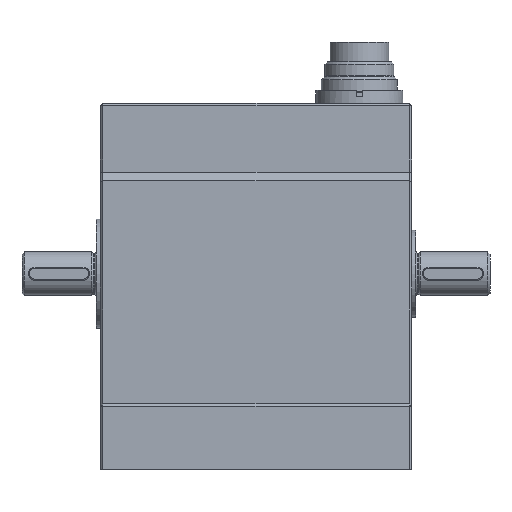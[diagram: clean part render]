
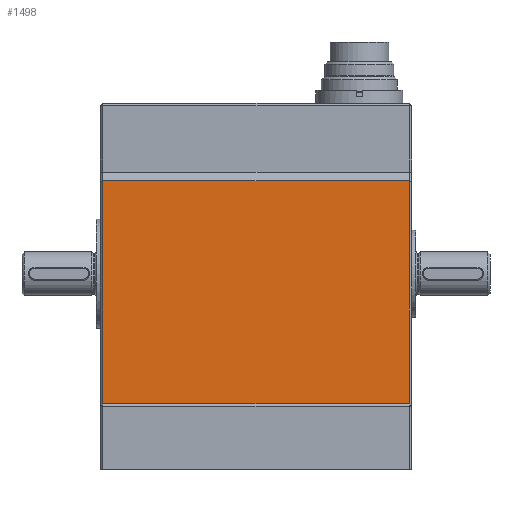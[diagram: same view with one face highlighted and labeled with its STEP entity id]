
A CAD part, top view. The second image highlights one B-rep face of the part: STEP entity #1498.
In plain terms, the highlighted face is planar.
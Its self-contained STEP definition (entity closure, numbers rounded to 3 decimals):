
#1498 = ADVANCED_FACE( '', ( #3048 ), #3049, .T. );
#3048 = FACE_OUTER_BOUND( '', #4837, .T. );
#3049 = PLANE( '', #4838 );
#4837 = EDGE_LOOP( '', ( #7544, #7545, #7546, #7547 ) );
#4838 = AXIS2_PLACEMENT_3D( '', #7548, #7549, #7550 );
#7544 = ORIENTED_EDGE( '', *, *, #10210, .T. );
#7545 = ORIENTED_EDGE( '', *, *, #9428, .T. );
#7546 = ORIENTED_EDGE( '', *, *, #10211, .T. );
#7547 = ORIENTED_EDGE( '', *, *, #9689, .T. );
#7548 = CARTESIAN_POINT( '', ( -22., 71.5, 68.3 ) );
#7549 = DIRECTION( '', ( -1., 0., 0. ) );
#7550 = DIRECTION( '', ( 0., 0., 1. ) );
#9428 = EDGE_CURVE( '', #10839, #10837, #10840, .T. );
#9689 = EDGE_CURVE( '', #11036, #11278, #11280, .T. );
#10210 = EDGE_CURVE( '', #11278, #10839, #12065, .T. );
#10211 = EDGE_CURVE( '', #10837, #11036, #12066, .T. );
#10837 = VERTEX_POINT( '', #12799 );
#10839 = VERTEX_POINT( '', #12802 );
#10840 = LINE( '', #12803, #12804 );
#11036 = VERTEX_POINT( '', #13072 );
#11278 = VERTEX_POINT( '', #13421 );
#11280 = LINE( '', #13424, #13425 );
#12065 = LINE( '', #14406, #14407 );
#12066 = LINE( '', #14408, #14409 );
#12799 = CARTESIAN_POINT( '', ( -22., 0.5, 66.3 ) );
#12802 = CARTESIAN_POINT( '', ( -22., 0.5, 15. ) );
#12803 = CARTESIAN_POINT( '', ( -22., 0.5, 68.3 ) );
#12804 = VECTOR( '', #15249, 1000. );
#13072 = CARTESIAN_POINT( '', ( -22., 71., 66.3 ) );
#13421 = CARTESIAN_POINT( '', ( -22., 71., 15. ) );
#13424 = CARTESIAN_POINT( '', ( -22., 71., 15. ) );
#13425 = VECTOR( '', #15631, 1000. );
#14406 = CARTESIAN_POINT( '', ( -22., 71.5, 15. ) );
#14407 = VECTOR( '', #16332, 1000. );
#14408 = CARTESIAN_POINT( '', ( -22., 71.5, 66.3 ) );
#14409 = VECTOR( '', #16333, 1000. );
#15249 = DIRECTION( '', ( 0., 0., 1. ) );
#15631 = DIRECTION( '', ( 0., 0., -1. ) );
#16332 = DIRECTION( '', ( 0., -1., 0. ) );
#16333 = DIRECTION( '', ( 0., 1., 0. ) );
